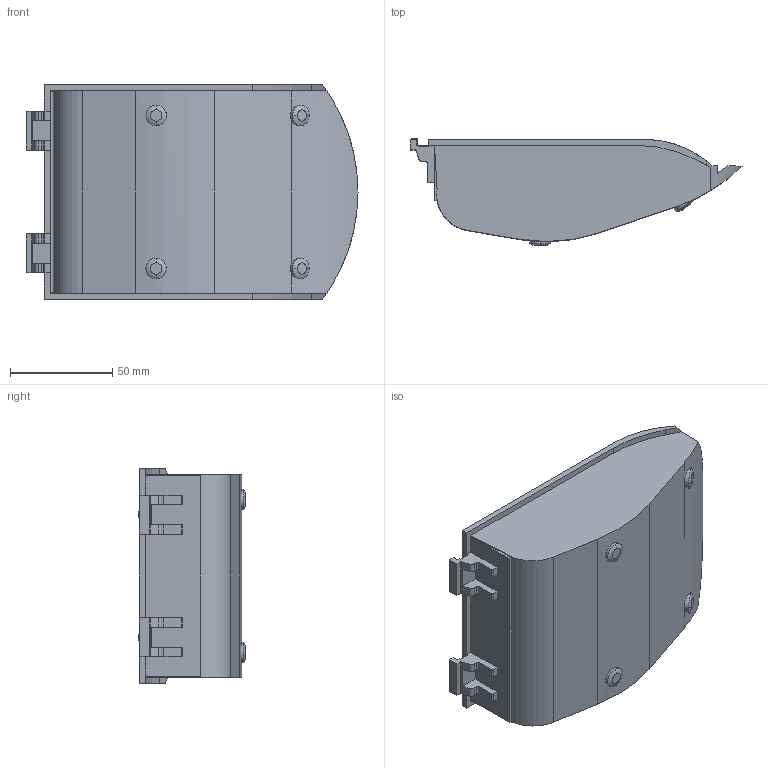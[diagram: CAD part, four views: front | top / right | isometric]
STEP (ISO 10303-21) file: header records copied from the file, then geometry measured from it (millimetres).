
FILE_DESCRIPTION (( 'STEP AP203' ), '1' );
FILE_NAME ('286500013_c_1.STEP', '2022-12-09T04:48:01', ( '' ), ( '' ), 'SwSTEP 2.0', 'SolidWorks 2014', '' );
FILE_SCHEMA (( 'CONFIG_CONTROL_DESIGN' ));
Length unit declared in the file: millimetre
Products named in the file (1): 286500013_c_1
Bounding box: 162.5 x 52.5 x 105 mm (x, y, z)
Volume: 110228.3 mm3; surface area: 63271.3 mm2
Topology: 1 solids, 1 shells, 161 faces, 463 edges, 306 vertices
Faces by surface type: plane 103, cylinder 50, torus 8
Entity records: 5627 total; most frequent: CARTESIAN_POINT 1278, ORIENTED_EDGE 926, DIRECTION 873, EDGE_CURVE 463, LINE 319, VECTOR 319, VERTEX_POINT 306, AXIS2_PLACEMENT_3D 277
